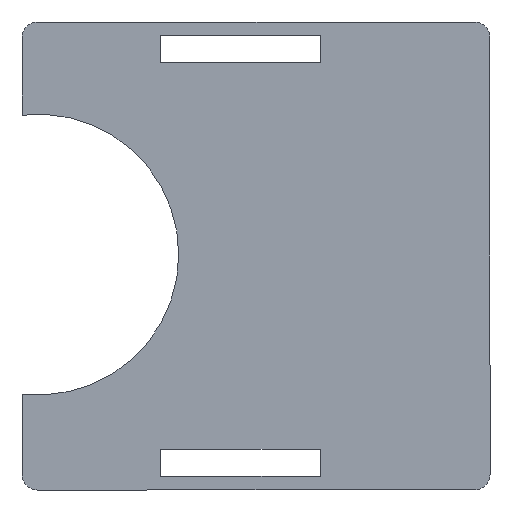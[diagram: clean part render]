
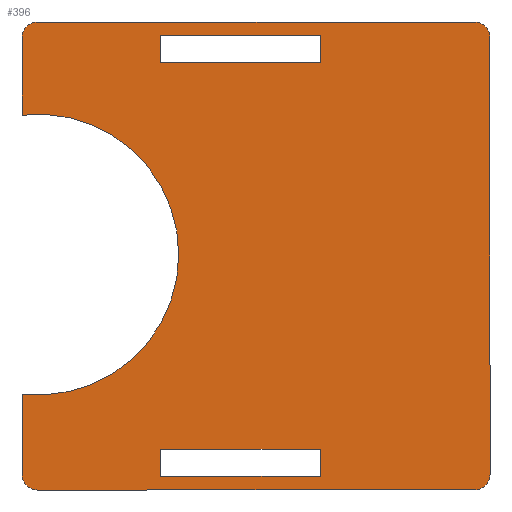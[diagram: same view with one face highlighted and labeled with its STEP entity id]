
A CAD part, front view. The second image highlights one B-rep face of the part: STEP entity #396.
In plain terms, the highlighted face is planar.
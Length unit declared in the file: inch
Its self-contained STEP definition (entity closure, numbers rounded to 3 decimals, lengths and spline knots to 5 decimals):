
#23=FACE_BOUND('',#72,.T.);
#24=FACE_BOUND('',#73,.T.);
#28=CIRCLE('',#432,4.5);
#29=CIRCLE('',#434,0.5);
#30=CIRCLE('',#435,0.5);
#31=CIRCLE('',#436,0.5);
#32=CIRCLE('',#437,0.5);
#51=FACE_OUTER_BOUND('',#71,.T.);
#71=EDGE_LOOP('',(#300,#301,#302,#303,#304,#305,#306,#307,#308,#309));
#72=EDGE_LOOP('',(#310,#311,#312,#313));
#73=EDGE_LOOP('',(#314,#315,#316,#317));
#88=LINE('',#575,#132);
#91=LINE('',#581,#135);
#94=LINE('',#587,#138);
#97=LINE('',#591,#141);
#100=LINE('',#599,#144);
#103=LINE('',#605,#147);
#106=LINE('',#611,#150);
#109=LINE('',#615,#153);
#112=LINE('',#627,#156);
#113=LINE('',#631,#157);
#114=LINE('',#635,#158);
#115=LINE('',#639,#159);
#116=LINE('',#642,#160);
#132=VECTOR('',#462,0.3937);
#135=VECTOR('',#467,0.3937);
#138=VECTOR('',#472,0.3937);
#141=VECTOR('',#477,0.3937);
#144=VECTOR('',#482,0.3937);
#147=VECTOR('',#487,0.3937);
#150=VECTOR('',#492,0.3937);
#153=VECTOR('',#497,0.3937);
#156=VECTOR('',#508,0.3937);
#157=VECTOR('',#511,0.3937);
#158=VECTOR('',#514,0.3937);
#159=VECTOR('',#517,0.3937);
#160=VECTOR('',#520,0.3937);
#176=VERTEX_POINT('',#572);
#177=VERTEX_POINT('',#574);
#179=VERTEX_POINT('',#580);
#181=VERTEX_POINT('',#586);
#184=VERTEX_POINT('',#596);
#185=VERTEX_POINT('',#598);
#187=VERTEX_POINT('',#604);
#189=VERTEX_POINT('',#610);
#191=VERTEX_POINT('',#618);
#193=VERTEX_POINT('',#622);
#194=VERTEX_POINT('',#626);
#195=VERTEX_POINT('',#628);
#196=VERTEX_POINT('',#630);
#197=VERTEX_POINT('',#632);
#198=VERTEX_POINT('',#634);
#199=VERTEX_POINT('',#636);
#200=VERTEX_POINT('',#638);
#201=VERTEX_POINT('',#640);
#212=EDGE_CURVE('',#177,#176,#88,.T.);
#215=EDGE_CURVE('',#179,#177,#91,.T.);
#218=EDGE_CURVE('',#181,#179,#94,.T.);
#221=EDGE_CURVE('',#176,#181,#97,.T.);
#224=EDGE_CURVE('',#185,#184,#100,.T.);
#227=EDGE_CURVE('',#187,#185,#103,.T.);
#230=EDGE_CURVE('',#189,#187,#106,.T.);
#233=EDGE_CURVE('',#184,#189,#109,.T.);
#237=EDGE_CURVE('',#191,#193,#28,.F.);
#238=EDGE_CURVE('',#193,#194,#112,.T.);
#239=EDGE_CURVE('',#195,#194,#29,.F.);
#240=EDGE_CURVE('',#195,#196,#113,.T.);
#241=EDGE_CURVE('',#197,#196,#30,.F.);
#242=EDGE_CURVE('',#197,#198,#114,.T.);
#243=EDGE_CURVE('',#199,#198,#31,.F.);
#244=EDGE_CURVE('',#199,#200,#115,.T.);
#245=EDGE_CURVE('',#201,#200,#32,.F.);
#246=EDGE_CURVE('',#201,#191,#116,.T.);
#300=ORIENTED_EDGE('',*,*,#237,.T.);
#301=ORIENTED_EDGE('',*,*,#238,.T.);
#302=ORIENTED_EDGE('',*,*,#239,.F.);
#303=ORIENTED_EDGE('',*,*,#240,.T.);
#304=ORIENTED_EDGE('',*,*,#241,.F.);
#305=ORIENTED_EDGE('',*,*,#242,.T.);
#306=ORIENTED_EDGE('',*,*,#243,.F.);
#307=ORIENTED_EDGE('',*,*,#244,.T.);
#308=ORIENTED_EDGE('',*,*,#245,.F.);
#309=ORIENTED_EDGE('',*,*,#246,.T.);
#310=ORIENTED_EDGE('',*,*,#218,.T.);
#311=ORIENTED_EDGE('',*,*,#215,.T.);
#312=ORIENTED_EDGE('',*,*,#212,.T.);
#313=ORIENTED_EDGE('',*,*,#221,.T.);
#314=ORIENTED_EDGE('',*,*,#230,.T.);
#315=ORIENTED_EDGE('',*,*,#227,.T.);
#316=ORIENTED_EDGE('',*,*,#224,.T.);
#317=ORIENTED_EDGE('',*,*,#233,.T.);
#380=PLANE('',#433);
#396=ADVANCED_FACE('',(#51,#23,#24),#380,.T.);
#432=AXIS2_PLACEMENT_3D('',#624,#504,#505);
#433=AXIS2_PLACEMENT_3D('',#625,#506,#507);
#434=AXIS2_PLACEMENT_3D('',#629,#509,#510);
#435=AXIS2_PLACEMENT_3D('',#633,#512,#513);
#436=AXIS2_PLACEMENT_3D('',#637,#515,#516);
#437=AXIS2_PLACEMENT_3D('',#641,#518,#519);
#462=DIRECTION('',(0.,1.,0.));
#467=DIRECTION('',(-1.,0.,0.));
#472=DIRECTION('',(0.,-1.,0.));
#477=DIRECTION('',(1.,0.,0.));
#482=DIRECTION('',(0.,1.,0.));
#487=DIRECTION('',(-1.,0.,0.));
#492=DIRECTION('',(0.,-1.,0.));
#497=DIRECTION('',(1.,0.,0.));
#504=DIRECTION('center_axis',(0.,0.,1.));
#505=DIRECTION('ref_axis',(-1.,0.,0.));
#506=DIRECTION('center_axis',(0.,0.,1.));
#507=DIRECTION('ref_axis',(1.,0.,0.));
#508=DIRECTION('',(0.,-1.,0.));
#509=DIRECTION('center_axis',(0.,0.,1.));
#510=DIRECTION('ref_axis',(-0.707,-0.707,0.));
#511=DIRECTION('',(1.,0.,0.));
#512=DIRECTION('center_axis',(0.,0.,1.));
#513=DIRECTION('ref_axis',(0.707,-0.707,0.));
#514=DIRECTION('',(0.,1.,0.));
#515=DIRECTION('center_axis',(0.,0.,1.));
#516=DIRECTION('ref_axis',(0.707,0.707,0.));
#517=DIRECTION('',(-1.,0.,0.));
#518=DIRECTION('center_axis',(0.,0.,1.));
#519=DIRECTION('ref_axis',(-0.707,0.707,0.));
#520=DIRECTION('',(0.,-1.,0.));
#572=CARTESIAN_POINT('',(-3.06279,-6.18916,0.5));
#574=CARTESIAN_POINT('',(-3.06279,-7.06211,0.5));
#575=CARTESIAN_POINT('',(-3.06279,-3.5473,0.5));
#580=CARTESIAN_POINT('',(2.06171,-7.06211,0.5));
#581=CARTESIAN_POINT('',(1.03086,-7.06211,0.5));
#586=CARTESIAN_POINT('',(2.06171,-6.18916,0.5));
#587=CARTESIAN_POINT('',(2.06171,-3.09783,0.5));
#591=CARTESIAN_POINT('',(-1.51914,-6.18916,0.5));
#596=CARTESIAN_POINT('',(-3.06285,7.06281,0.5));
#598=CARTESIAN_POINT('',(-3.06285,6.18781,0.5));
#599=CARTESIAN_POINT('',(-3.06285,3.07816,0.5));
#604=CARTESIAN_POINT('',(2.06815,6.18781,0.5));
#605=CARTESIAN_POINT('',(1.03407,6.18781,0.5));
#610=CARTESIAN_POINT('',(2.06815,7.06281,0.5));
#611=CARTESIAN_POINT('',(2.06815,3.52816,0.5));
#615=CARTESIAN_POINT('',(-1.51593,7.06281,0.5));
#618=CARTESIAN_POINT('',(-7.5,4.5149,0.5));
#622=CARTESIAN_POINT('',(-7.5,-4.42396,0.5));
#624=CARTESIAN_POINT('Origin',(-6.97638,0.04547,0.5));
#625=CARTESIAN_POINT('Origin',(0.,0.,
0.5));
#626=CARTESIAN_POINT('',(-7.5,-7.,0.5));
#627=CARTESIAN_POINT('',(-7.5,3.75,0.5));
#628=CARTESIAN_POINT('',(-7.,-7.5,0.5));
#629=CARTESIAN_POINT('Origin',(-7.,-7.,0.5));
#630=CARTESIAN_POINT('',(7.,-7.5,0.5));
#631=CARTESIAN_POINT('',(-3.75,-7.5,0.5));
#632=CARTESIAN_POINT('',(7.5,-7.,0.5));
#633=CARTESIAN_POINT('Origin',(7.,-7.,0.5));
#634=CARTESIAN_POINT('',(7.5,7.,0.5));
#635=CARTESIAN_POINT('',(7.5,-3.75,0.5));
#636=CARTESIAN_POINT('',(7.,7.5,0.5));
#637=CARTESIAN_POINT('Origin',(7.,7.,0.5));
#638=CARTESIAN_POINT('',(-7.,7.5,0.5));
#639=CARTESIAN_POINT('',(3.75,7.5,0.5));
#640=CARTESIAN_POINT('',(-7.5,7.,0.5));
#641=CARTESIAN_POINT('Origin',(-7.,7.,0.5));
#642=CARTESIAN_POINT('',(-7.5,3.75,0.5));
